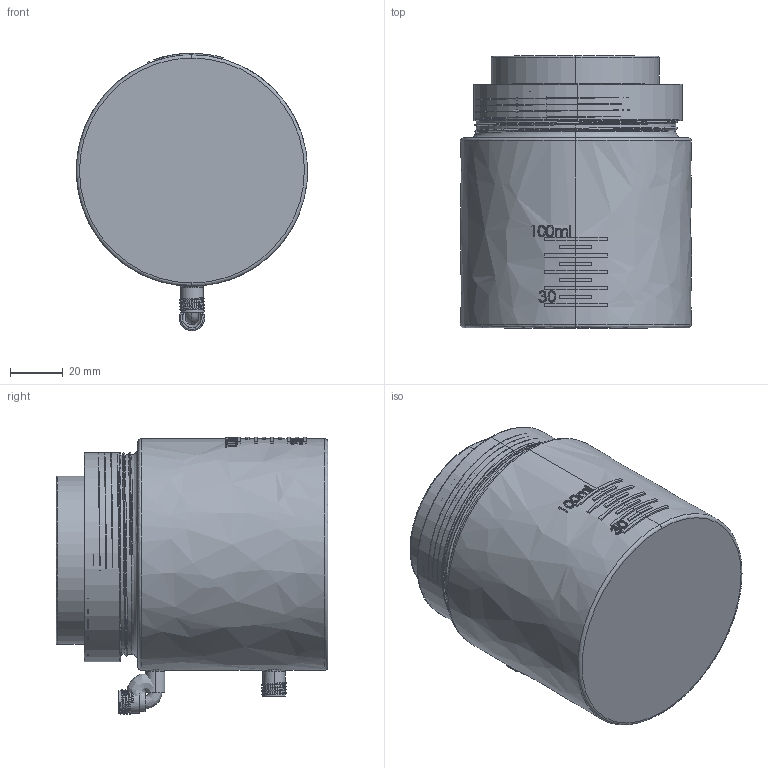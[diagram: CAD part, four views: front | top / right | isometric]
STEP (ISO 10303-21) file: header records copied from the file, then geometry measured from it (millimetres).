
FILE_DESCRIPTION(('FreeCAD Model'),'2;1');
FILE_NAME('Open CASCADE Shape Model','2025-04-26T19:18:25',('FreeCAD'),( 'FreeCAD'),'Open CASCADE STEP processor 7.6','FreeCAD','Unknown');
FILE_SCHEMA(('AUTOMOTIVE_DESIGN { 1 0 10303 214 1 1 1 1 }'));
Length unit declared in the file: millimetre
Products named in the file (1): Open CASCADE STEP translator 7.6 1
Bounding box: 87.8 x 103.22 x 105.34 mm (x, y, z)
Volume: 79153.8 mm3; surface area: 94102.3 mm2
Topology: 4 solids, 4 shells, 320 faces, 813 edges, 519 vertices
Faces by surface type: bspline 320
Entity records: 23844 total; most frequent: CARTESIAN_POINT 19280, ORIENTED_EDGE 1622, EDGE_CURVE 811, VERTEX_POINT 519, B_SPLINE_CURVE_WITH_KNOTS 440, FACE_BOUND 346, EDGE_LOOP 346, ADVANCED_FACE 320
